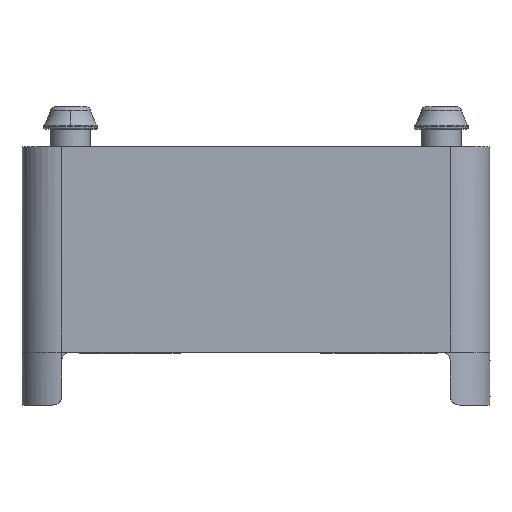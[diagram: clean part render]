
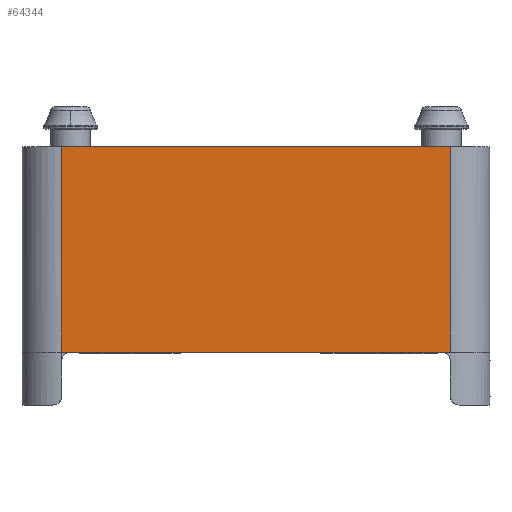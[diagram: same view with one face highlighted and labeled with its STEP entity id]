
A CAD part, front view. The second image highlights one B-rep face of the part: STEP entity #64344.
In plain terms, the highlighted planar face has unit normal (0, -1, 0).
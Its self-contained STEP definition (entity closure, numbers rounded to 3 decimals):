
#1869=CARTESIAN_POINT('',(-21.97,-26.5,-2.0));
#1870=VERTEX_POINT('',#1869);
#4511=CARTESIAN_POINT('',(21.97,-26.5,-2.0));
#4512=VERTEX_POINT('',#4511);
#4520=CARTESIAN_POINT('',(-21.97,-26.5,-2.0));
#4521=DIRECTION('',(1.0,0.0,0.0));
#4522=VECTOR('',#4521,43.94);
#4523=LINE('',#4520,#4522);
#4524=EDGE_CURVE('',#1870,#4512,#4523,.T.);
#62824=CARTESIAN_POINT('',(22.,-26.5,-2.0));
#62825=VERTEX_POINT('',#62824);
#62835=CARTESIAN_POINT('',(21.97,-26.5,-2.0));
#62836=DIRECTION('',(1.0,0.0,0.0));
#62837=VECTOR('',#62836,0.03);
#62838=LINE('',#62835,#62837);
#62839=EDGE_CURVE('',#4512,#62825,#62838,.T.);
#62902=CARTESIAN_POINT('',(-22.,-26.5,-2.0));
#62903=VERTEX_POINT('',#62902);
#62919=CARTESIAN_POINT('',(-22.,-26.5,-2.0));
#62920=DIRECTION('',(1.,0.,0.0));
#62921=VECTOR('',#62920,0.03);
#62922=LINE('',#62919,#62921);
#62923=EDGE_CURVE('',#62903,#1870,#62922,.T.);
#64312=CARTESIAN_POINT('',(22.,-26.5,-2.0));
#64313=DIRECTION('',(0.0,-1.0,0.0));
#64314=DIRECTION('',(0.0,0.0,-1.0));
#64315=AXIS2_PLACEMENT_3D('',#64312,#64313,#64314);
#64316=PLANE('',#64315);
#64317=ORIENTED_EDGE('',*,*,#62923,.T.);
#64318=ORIENTED_EDGE('',*,*,#4524,.T.);
#64319=ORIENTED_EDGE('',*,*,#62839,.T.);
#64320=CARTESIAN_POINT('',(22.,-26.5,21.25));
#64321=VERTEX_POINT('',#64320);
#64322=CARTESIAN_POINT('',(22.,-26.5,-2.0));
#64323=DIRECTION('',(0.0,0.0,1.0));
#64324=VECTOR('',#64323,23.25);
#64325=LINE('',#64322,#64324);
#64326=EDGE_CURVE('',#62825,#64321,#64325,.T.);
#64327=ORIENTED_EDGE('',*,*,#64326,.T.);
#64328=CARTESIAN_POINT('',(-22.,-26.5,21.25));
#64329=VERTEX_POINT('',#64328);
#64330=CARTESIAN_POINT('',(22.,-26.5,21.25));
#64331=DIRECTION('',(-1.0,0.0,0.0));
#64332=VECTOR('',#64331,44.0);
#64333=LINE('',#64330,#64332);
#64334=EDGE_CURVE('',#64321,#64329,#64333,.T.);
#64335=ORIENTED_EDGE('',*,*,#64334,.T.);
#64336=CARTESIAN_POINT('',(-22.,-26.5,-2.0));
#64337=DIRECTION('',(0.0,0.0,1.0));
#64338=VECTOR('',#64337,23.25);
#64339=LINE('',#64336,#64338);
#64340=EDGE_CURVE('',#62903,#64329,#64339,.T.);
#64341=ORIENTED_EDGE('',*,*,#64340,.F.);
#64342=EDGE_LOOP('',(#64317,#64318,#64319,#64327,#64335,#64341));
#64343=FACE_OUTER_BOUND('',#64342,.T.);
#64344=ADVANCED_FACE('',(#64343),#64316,.T.);
